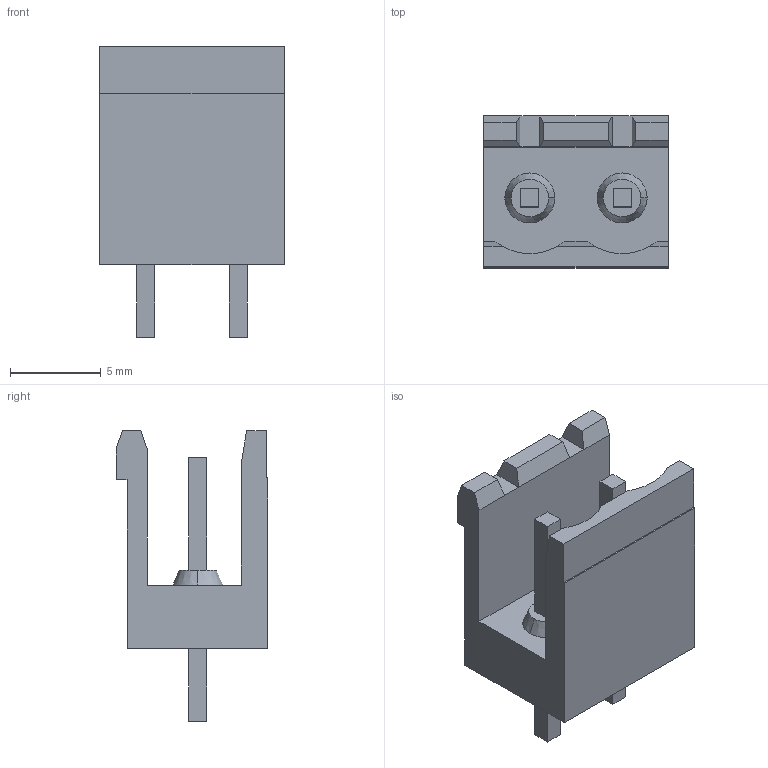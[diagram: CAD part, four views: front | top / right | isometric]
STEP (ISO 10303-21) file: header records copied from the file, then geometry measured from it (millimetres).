
FILE_DESCRIPTION((''),'2;1');
FILE_NAME('C-282825-2','2008-09-11T',('workeradm'),('Tyco Electronics Corporation'),'PRO/ENGINEER BY PARAMETRIC TECHNOLOGY CORPORATION, 2005450','PRO/ENGINEER BY PARAMETRIC TECHNOLOGY CORPORATION, 2005450','');
FILE_SCHEMA(('CONFIG_CONTROL_DESIGN', 'GEOMETRIC_VALIDATION_PROPERTIES_MIM'));
Length unit declared in the file: millimetre
Products named in the file (1): C-282825-2
Bounding box: 10.16 x 8.35 x 16 mm (x, y, z)
Volume: 500.1 mm3; surface area: 774.4 mm2
Topology: 1 solids, 1 shells, 61 faces, 151 edges, 98 vertices
Faces by surface type: plane 55, cone 4, cylinder 2
Entity records: 1902 total; most frequent: CARTESIAN_POINT 319, ORIENTED_EDGE 302, DIRECTION 281, EDGE_CURVE 151, VECTOR 135, LINE 135, VERTEX_POINT 98, AXIS2_PLACEMENT_3D 73
